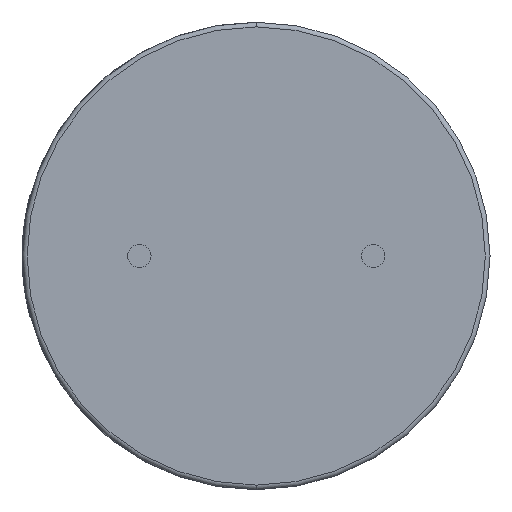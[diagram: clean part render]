
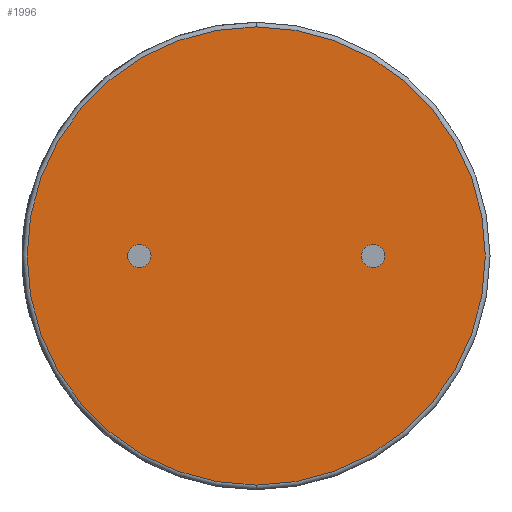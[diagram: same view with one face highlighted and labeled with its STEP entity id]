
A CAD part, front view. The second image highlights one B-rep face of the part: STEP entity #1996.
In plain terms, the highlighted planar face has unit normal (0, -1, 0).
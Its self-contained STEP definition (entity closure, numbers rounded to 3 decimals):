
#9 = CIRCLE ( 'NONE', #886, 0.25 ) ;
#11 = DIRECTION ( 'NONE',  ( 0., -1., 0. ) ) ;
#61 = DIRECTION ( 'NONE',  ( 0., 0., -1. ) ) ;
#137 = ORIENTED_EDGE ( 'NONE', *, *, #488, .F. ) ;
#170 = DIRECTION ( 'NONE',  ( 0., -1., 0. ) ) ;
#171 = EDGE_LOOP ( 'NONE', ( #1237, #2078 ) ) ;
#178 = CIRCLE ( 'NONE', #1143, 0.25 ) ;
#198 = VERTEX_POINT ( 'NONE', #785 ) ;
#317 = PLANE ( 'NONE',  #2246 ) ;
#348 = CARTESIAN_POINT ( 'NONE',  ( -2.5, 0., 0. ) ) ;
#403 = VERTEX_POINT ( 'NONE', #404 ) ;
#404 = CARTESIAN_POINT ( 'NONE',  ( 2.5, 0., -0.25 ) ) ;
#488 = EDGE_CURVE ( 'NONE', #608, #403, #178, .T. ) ;
#504 = VERTEX_POINT ( 'NONE', #609 ) ;
#516 = DIRECTION ( 'NONE',  ( 0., 0., -1. ) ) ;
#595 = ORIENTED_EDGE ( 'NONE', *, *, #711, .T. ) ;
#608 = VERTEX_POINT ( 'NONE', #1571 ) ;
#609 = CARTESIAN_POINT ( 'NONE',  ( 0., 0., -4.9 ) ) ;
#650 = DIRECTION ( 'NONE',  ( 0., -1., 0. ) ) ;
#674 = FACE_BOUND ( 'NONE', #171, .T. ) ;
#682 = CARTESIAN_POINT ( 'NONE',  ( -2.5, 0., -0.25 ) ) ;
#708 = CARTESIAN_POINT ( 'NONE',  ( 0., 0., 0. ) ) ;
#711 = EDGE_CURVE ( 'NONE', #504, #1702, #2091, .T. ) ;
#737 = CARTESIAN_POINT ( 'NONE',  ( 2.5, 0., 0. ) ) ;
#785 = CARTESIAN_POINT ( 'NONE',  ( -2.5, 0., 0.25 ) ) ;
#886 = AXIS2_PLACEMENT_3D ( 'NONE', #737, #1273, #61 ) ;
#982 = DIRECTION ( 'NONE',  ( 0., -1., 0. ) ) ;
#983 = DIRECTION ( 'NONE',  ( 0., 0., -1. ) ) ;
#1058 = EDGE_CURVE ( 'NONE', #1702, #504, #1257, .T. ) ;
#1109 = AXIS2_PLACEMENT_3D ( 'NONE', #348, #2112, #1722 ) ;
#1143 = AXIS2_PLACEMENT_3D ( 'NONE', #1673, #982, #1291 ) ;
#1146 = AXIS2_PLACEMENT_3D ( 'NONE', #1329, #650, #983 ) ;
#1237 = ORIENTED_EDGE ( 'NONE', *, *, #1399, .F. ) ;
#1257 = CIRCLE ( 'NONE', #1760, 4.9 ) ;
#1273 = DIRECTION ( 'NONE',  ( 0., -1., 0. ) ) ;
#1291 = DIRECTION ( 'NONE',  ( 0., 0., -1. ) ) ;
#1302 = EDGE_CURVE ( 'NONE', #1409, #198, #2059, .T. ) ;
#1316 = EDGE_LOOP ( 'NONE', ( #595, #1371 ) ) ;
#1329 = CARTESIAN_POINT ( 'NONE',  ( -2.5, 0., 0. ) ) ;
#1371 = ORIENTED_EDGE ( 'NONE', *, *, #1058, .T. ) ;
#1399 = EDGE_CURVE ( 'NONE', #198, #1409, #1730, .T. ) ;
#1401 = FACE_BOUND ( 'NONE', #1405, .T. ) ;
#1405 = EDGE_LOOP ( 'NONE', ( #137, #1870 ) ) ;
#1409 = VERTEX_POINT ( 'NONE', #682 ) ;
#1553 = DIRECTION ( 'NONE',  ( 0., 0., -1. ) ) ;
#1571 = CARTESIAN_POINT ( 'NONE',  ( 2.5, 0., 0.25 ) ) ;
#1648 = CARTESIAN_POINT ( 'NONE',  ( 0., 0., 0. ) ) ;
#1673 = CARTESIAN_POINT ( 'NONE',  ( 2.5, 0., 0. ) ) ;
#1702 = VERTEX_POINT ( 'NONE', #2189 ) ;
#1722 = DIRECTION ( 'NONE',  ( 0., 0., -1. ) ) ;
#1730 = CIRCLE ( 'NONE', #1109, 0.25 ) ;
#1760 = AXIS2_PLACEMENT_3D ( 'NONE', #1648, #1788, #2139 ) ;
#1788 = DIRECTION ( 'NONE',  ( 0., -1., 0. ) ) ;
#1796 = AXIS2_PLACEMENT_3D ( 'NONE', #708, #11, #516 ) ;
#1870 = ORIENTED_EDGE ( 'NONE', *, *, #2159, .F. ) ;
#1891 = FACE_OUTER_BOUND ( 'NONE', #1316, .T. ) ;
#1996 = ADVANCED_FACE ( 'NONE', ( #674, #1401, #1891 ), #317, .T. ) ;
#2059 = CIRCLE ( 'NONE', #1146, 0.25 ) ;
#2078 = ORIENTED_EDGE ( 'NONE', *, *, #1302, .F. ) ;
#2091 = CIRCLE ( 'NONE', #1796, 4.9 ) ;
#2106 = CARTESIAN_POINT ( 'NONE',  ( 5., 0., 0. ) ) ;
#2112 = DIRECTION ( 'NONE',  ( 0., -1., 0. ) ) ;
#2139 = DIRECTION ( 'NONE',  ( 0., 0., -1. ) ) ;
#2159 = EDGE_CURVE ( 'NONE', #403, #608, #9, .T. ) ;
#2189 = CARTESIAN_POINT ( 'NONE',  ( 0., 0., 4.9 ) ) ;
#2246 = AXIS2_PLACEMENT_3D ( 'NONE', #2106, #170, #1553 ) ;
